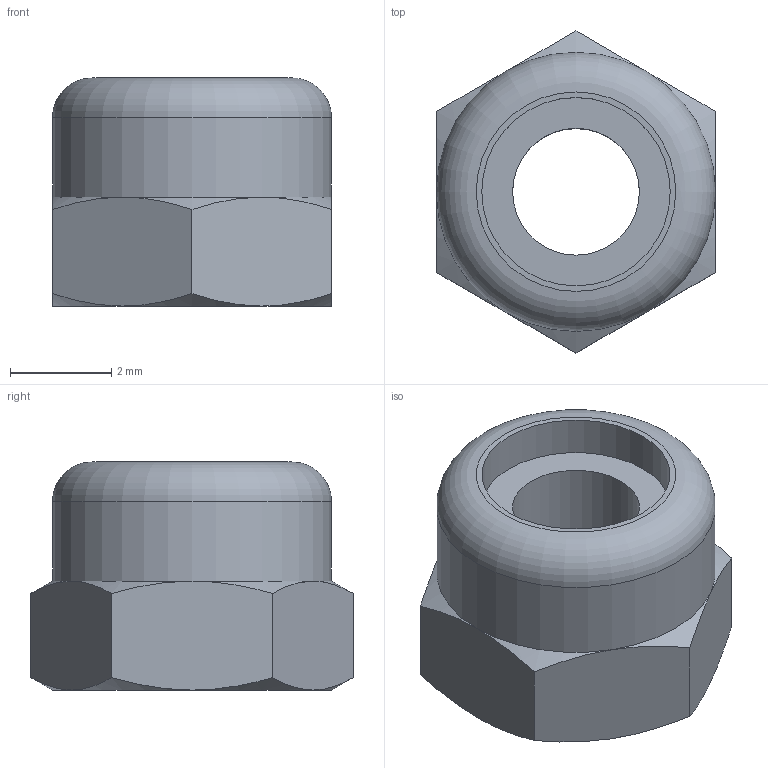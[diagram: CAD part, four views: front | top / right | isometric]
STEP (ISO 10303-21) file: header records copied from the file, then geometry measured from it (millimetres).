
FILE_DESCRIPTION (( 'STEP AP214' ), '1' );
FILE_NAME ('ISO 7040-M3-N.STEP', '2025-03-11T16:33:24', ( '' ), ( '' ), 'SwSTEP 2.0', 'SolidWorks 2025', '' );
FILE_SCHEMA (( 'AUTOMOTIVE_DESIGN' ));
Length unit declared in the file: millimetre
Products named in the file (1): ISO 7040-M3-N_ISO 7040-M3-N
Bounding box: 5.5 x 6.35 x 4.5 mm (x, y, z)
Volume: 82.7 mm3; surface area: 153.1 mm2
Topology: 1 solids, 1 shells, 27 faces, 57 edges, 33 vertices
Faces by surface type: cone 13, plane 9, cylinder 4, torus 1
Full cylindrical faces by diameter (mm): 2.5 x1, 3 x1, 3.714 x1, 5.5 x1
Entity records: 755 total; most frequent: CARTESIAN_POINT 214, DIRECTION 102, ORIENTED_EDGE 100, EDGE_CURVE 50, AXIS2_PLACEMENT_3D 48, EDGE_LOOP 36, FACE_OUTER_BOUND 32, VERTEX_POINT 32
